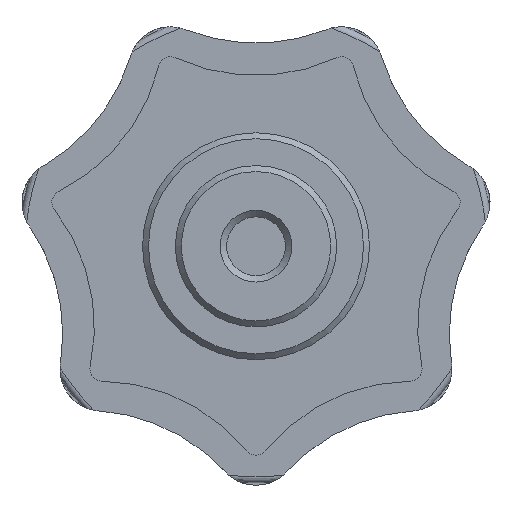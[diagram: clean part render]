
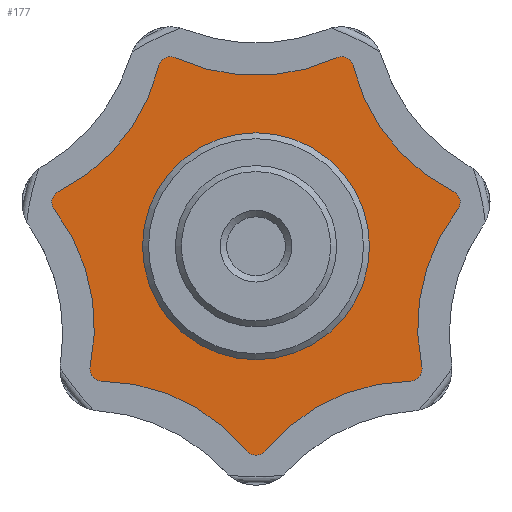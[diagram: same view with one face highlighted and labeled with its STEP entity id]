
A CAD part, front view. The second image highlights one B-rep face of the part: STEP entity #177.
In plain terms, the highlighted planar face has unit normal (0, -1, 0).
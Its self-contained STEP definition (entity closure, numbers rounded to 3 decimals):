
#177 = ADVANCED_FACE( '', ( #381, #382 ), #383, .F. );
#381 = FACE_OUTER_BOUND( '', #607, .T. );
#382 = FACE_BOUND( '', #608, .T. );
#383 = PLANE( '', #609 );
#607 = EDGE_LOOP( '', ( #1050, #1051, #1052, #1053, #1054, #1055, #1056, #1057, #1058, #1059, #1060, #1061, #1062, #1063 ) );
#608 = EDGE_LOOP( '', ( #1064 ) );
#609 = AXIS2_PLACEMENT_3D( '', #1065, #1066, #1067 );
#1050 = ORIENTED_EDGE( '', *, *, #1490, .T. );
#1051 = ORIENTED_EDGE( '', *, *, #1432, .F. );
#1052 = ORIENTED_EDGE( '', *, *, #1491, .T. );
#1053 = ORIENTED_EDGE( '', *, *, #1475, .F. );
#1054 = ORIENTED_EDGE( '', *, *, #1343, .T. );
#1055 = ORIENTED_EDGE( '', *, *, #1452, .F. );
#1056 = ORIENTED_EDGE( '', *, *, #1492, .T. );
#1057 = ORIENTED_EDGE( '', *, *, #1493, .F. );
#1058 = ORIENTED_EDGE( '', *, *, #1494, .T. );
#1059 = ORIENTED_EDGE( '', *, *, #1495, .F. );
#1060 = ORIENTED_EDGE( '', *, *, #1496, .T. );
#1061 = ORIENTED_EDGE( '', *, *, #1350, .F. );
#1062 = ORIENTED_EDGE( '', *, *, #1461, .T. );
#1063 = ORIENTED_EDGE( '', *, *, #1333, .F. );
#1064 = ORIENTED_EDGE( '', *, *, #1372, .T. );
#1065 = CARTESIAN_POINT( '', ( -21.213, 18., -8.513 ) );
#1066 = DIRECTION( '', ( 0., 1., 0. ) );
#1067 = DIRECTION( '', ( 0., 0., 1. ) );
#1333 = EDGE_CURVE( '', #1589, #1584, #1591, .T. );
#1343 = EDGE_CURVE( '', #1608, #1605, #1609, .T. );
#1350 = EDGE_CURVE( '', #1619, #1614, #1621, .T. );
#1372 = EDGE_CURVE( '', #1657, #1657, #1658, .T. );
#1432 = EDGE_CURVE( '', #1754, #1749, #1756, .T. );
#1452 = EDGE_CURVE( '', #1782, #1605, #1784, .T. );
#1461 = EDGE_CURVE( '', #1619, #1584, #1795, .T. );
#1475 = EDGE_CURVE( '', #1608, #1809, #1813, .T. );
#1490 = EDGE_CURVE( '', #1589, #1749, #1831, .T. );
#1491 = EDGE_CURVE( '', #1754, #1809, #1832, .T. );
#1492 = EDGE_CURVE( '', #1782, #1833, #1834, .T. );
#1493 = EDGE_CURVE( '', #1835, #1833, #1836, .T. );
#1494 = EDGE_CURVE( '', #1835, #1837, #1838, .T. );
#1495 = EDGE_CURVE( '', #1839, #1837, #1840, .T. );
#1496 = EDGE_CURVE( '', #1839, #1614, #1841, .T. );
#1584 = VERTEX_POINT( '', #2009 );
#1589 = VERTEX_POINT( '', #2015 );
#1591 = CIRCLE( '', #2018, 1. );
#1605 = VERTEX_POINT( '', #2058 );
#1608 = VERTEX_POINT( '', #2062 );
#1609 = CIRCLE( '', #2063, 16. );
#1614 = VERTEX_POINT( '', #2069 );
#1619 = VERTEX_POINT( '', #2075 );
#1621 = CIRCLE( '', #2078, 1. );
#1657 = VERTEX_POINT( '', #2174 );
#1658 = CIRCLE( '', #2175, 9.5 );
#1749 = VERTEX_POINT( '', #2599 );
#1754 = VERTEX_POINT( '', #2605 );
#1756 = CIRCLE( '', #2608, 1. );
#1782 = VERTEX_POINT( '', #2682 );
#1784 = CIRCLE( '', #2685, 1. );
#1795 = CIRCLE( '', #2708, 16. );
#1809 = VERTEX_POINT( '', #2749 );
#1813 = CIRCLE( '', #2754, 1. );
#1831 = CIRCLE( '', #2783, 16. );
#1832 = CIRCLE( '', #2784, 16. );
#1833 = VERTEX_POINT( '', #2785 );
#1834 = CIRCLE( '', #2786, 16. );
#1835 = VERTEX_POINT( '', #2787 );
#1836 = CIRCLE( '', #2788, 1. );
#1837 = VERTEX_POINT( '', #2789 );
#1838 = CIRCLE( '', #2790, 16. );
#1839 = VERTEX_POINT( '', #2791 );
#1840 = CIRCLE( '', #2792, 1. );
#1841 = CIRCLE( '', #2793, 16. );
#2009 = CARTESIAN_POINT( '', ( -16.533, 18., 4.566 ) );
#2015 = CARTESIAN_POINT( '', ( -16.877, 18., 3.059 ) );
#2018 = AXIS2_PLACEMENT_3D( '', #2940, #2941, #2942 );
#2058 = CARTESIAN_POINT( '', ( 12.914, 18., -11.287 ) );
#2062 = CARTESIAN_POINT( '', ( 0.773, 18., -17.134 ) );
#2063 = AXIS2_PLACEMENT_3D( '', #2953, #2954, #2955 );
#2069 = CARTESIAN_POINT( '', ( -6.738, 18., 15.773 ) );
#2075 = CARTESIAN_POINT( '', ( -8.131, 18., 15.102 ) );
#2078 = AXIS2_PLACEMENT_3D( '', #2965, #2966, #2967 );
#2174 = CARTESIAN_POINT( '', ( 9.5, 18., 0. ) );
#2175 = AXIS2_PLACEMENT_3D( '', #2999, #3000, #3001 );
#2599 = CARTESIAN_POINT( '', ( -13.878, 18., -10.079 ) );
#2605 = CARTESIAN_POINT( '', ( -12.914, 18., -11.287 ) );
#2608 = AXIS2_PLACEMENT_3D( '', #3059, #3060, #3061 );
#2682 = CARTESIAN_POINT( '', ( 13.878, 18., -10.079 ) );
#2685 = AXIS2_PLACEMENT_3D( '', #3083, #3084, #3085 );
#2708 = AXIS2_PLACEMENT_3D( '', #3093, #3094, #3095 );
#2749 = CARTESIAN_POINT( '', ( -0.773, 18., -17.134 ) );
#2754 = AXIS2_PLACEMENT_3D( '', #3116, #3117, #3118 );
#2783 = AXIS2_PLACEMENT_3D( '', #3137, #3138, #3139 );
#2784 = AXIS2_PLACEMENT_3D( '', #3140, #3141, #3142 );
#2785 = CARTESIAN_POINT( '', ( 16.877, 18., 3.059 ) );
#2786 = AXIS2_PLACEMENT_3D( '', #3143, #3144, #3145 );
#2787 = CARTESIAN_POINT( '', ( 16.533, 18., 4.566 ) );
#2788 = AXIS2_PLACEMENT_3D( '', #3146, #3147, #3148 );
#2789 = CARTESIAN_POINT( '', ( 8.131, 18., 15.102 ) );
#2790 = AXIS2_PLACEMENT_3D( '', #3149, #3150, #3151 );
#2791 = CARTESIAN_POINT( '', ( 6.738, 18., 15.773 ) );
#2792 = AXIS2_PLACEMENT_3D( '', #3152, #3153, #3154 );
#2793 = AXIS2_PLACEMENT_3D( '', #3155, #3156, #3157 );
#2940 = CARTESIAN_POINT( '', ( -16.086, 18., 3.672 ) );
#2941 = DIRECTION( '', ( 0., 1., 0. ) );
#2942 = DIRECTION( '', ( 1., 0., 0. ) );
#2953 = CARTESIAN_POINT( '', ( 13.14, 18., -27.286 ) );
#2954 = DIRECTION( '', ( 0., 1., 0. ) );
#2955 = DIRECTION( '', ( 1., 0., 0. ) );
#2965 = CARTESIAN_POINT( '', ( -7.159, 18., 14.866 ) );
#2966 = DIRECTION( '', ( 0., 1., 0. ) );
#2967 = DIRECTION( '', ( 1., 0., 0. ) );
#2999 = CARTESIAN_POINT( '', ( 0., 18., 0. ) );
#3000 = DIRECTION( '', ( 0., 1., 0. ) );
#3001 = DIRECTION( '', ( 1., 0., 0. ) );
#3059 = CARTESIAN_POINT( '', ( -12.9, 18., -10.288 ) );
#3060 = DIRECTION( '', ( 0., 1., 0. ) );
#3061 = DIRECTION( '', ( 1., 0., 0. ) );
#3083 = CARTESIAN_POINT( '', ( 12.9, 18., -10.288 ) );
#3084 = DIRECTION( '', ( 0., 1., 0. ) );
#3085 = DIRECTION( '', ( 1., 0., 0. ) );
#3093 = CARTESIAN_POINT( '', ( -23.678, 18., 18.882 ) );
#3094 = DIRECTION( '', ( 0., 1., 0. ) );
#3095 = DIRECTION( '', ( 1., 0., 0. ) );
#3116 = CARTESIAN_POINT( '', ( 0., 18., -16.5 ) );
#3117 = DIRECTION( '', ( 0., 1., 0. ) );
#3118 = DIRECTION( '', ( 1., 0., 0. ) );
#3137 = CARTESIAN_POINT( '', ( -29.526, 18., -6.739 ) );
#3138 = DIRECTION( '', ( 0., 1., 0. ) );
#3139 = DIRECTION( '', ( 1., 0., 0. ) );
#3140 = CARTESIAN_POINT( '', ( -13.14, 18., -27.286 ) );
#3141 = DIRECTION( '', ( 0., 1., 0. ) );
#3142 = DIRECTION( '', ( 1., 0., 0. ) );
#3143 = CARTESIAN_POINT( '', ( 29.526, 18., -6.739 ) );
#3144 = DIRECTION( '', ( 0., 1., 0. ) );
#3145 = DIRECTION( '', ( 1., 0., 0. ) );
#3146 = CARTESIAN_POINT( '', ( 16.086, 18., 3.672 ) );
#3147 = DIRECTION( '', ( 0., 1., 0. ) );
#3148 = DIRECTION( '', ( 1., 0., 0. ) );
#3149 = CARTESIAN_POINT( '', ( 23.678, 18., 18.882 ) );
#3150 = DIRECTION( '', ( 0., 1., 0. ) );
#3151 = DIRECTION( '', ( 1., 0., 0. ) );
#3152 = CARTESIAN_POINT( '', ( 7.159, 18., 14.866 ) );
#3153 = DIRECTION( '', ( 0., 1., 0. ) );
#3154 = DIRECTION( '', ( 1., 0., 0. ) );
#3155 = CARTESIAN_POINT( '', ( 0., 18., 30.285 ) );
#3156 = DIRECTION( '', ( 0., 1., 0. ) );
#3157 = DIRECTION( '', ( 1., 0., 0. ) );
